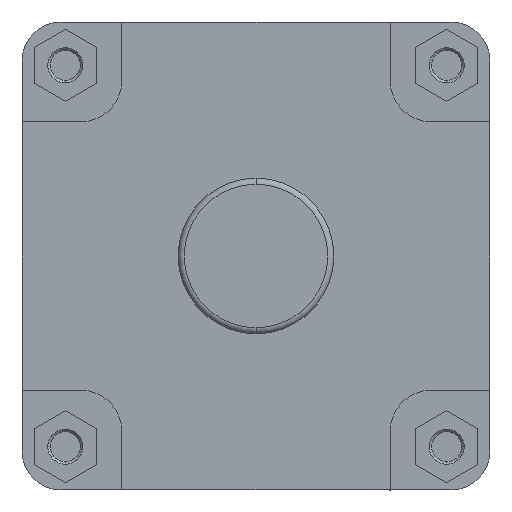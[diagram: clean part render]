
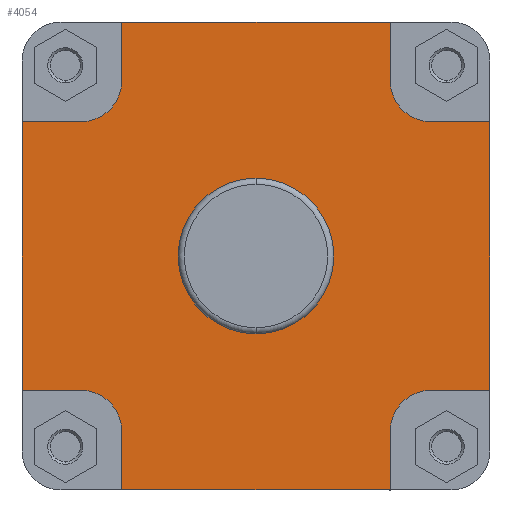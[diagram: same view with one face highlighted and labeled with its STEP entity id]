
A CAD part, left-side view. The second image highlights one B-rep face of the part: STEP entity #4054.
In plain terms, the highlighted planar face has unit normal (-1, 0, 0).
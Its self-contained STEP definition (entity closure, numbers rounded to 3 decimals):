
#312 = CARTESIAN_POINT ( 'NONE',  ( 67., 44.9, 0. ) ) ;
#323 = PLANE ( 'NONE',  #5559 ) ;
#324 = DIRECTION ( 'NONE',  ( 1., 0., 0. ) ) ;
#325 = DIRECTION ( 'NONE',  ( 0., 0., -1. ) ) ;
#1304 = CARTESIAN_POINT ( 'NONE',  ( 67., 101., 101. ) ) ;
#1306 = CARTESIAN_POINT ( 'NONE',  ( 67., 77.5, -135. ) ) ;
#1307 = DIRECTION ( 'NONE',  ( 0., 0., 1. ) ) ;
#1308 = DIRECTION ( 'NONE',  ( -1., 0., 0. ) ) ;
#1309 = DIRECTION ( 'NONE',  ( 0., 0., -1. ) ) ;
#1310 = CARTESIAN_POINT ( 'NONE',  ( 67., 135., 77.5 ) ) ;
#1311 = DIRECTION ( 'NONE',  ( 0., -1., 0. ) ) ;
#1312 = CARTESIAN_POINT ( 'NONE',  ( 67., 135., 0. ) ) ;
#1313 = DIRECTION ( 'NONE',  ( 0., 0., 1. ) ) ;
#1314 = CARTESIAN_POINT ( 'NONE',  ( 67., 101., -77.5 ) ) ;
#1315 = DIRECTION ( 'NONE',  ( 0., 1., 0. ) ) ;
#1342 = CARTESIAN_POINT ( 'NONE',  ( 67., 0., 0. ) ) ;
#1345 = DIRECTION ( 'NONE',  ( -1., 0., 0. ) ) ;
#1346 = DIRECTION ( 'NONE',  ( 0., 0., 1. ) ) ;
#1385 = CARTESIAN_POINT ( 'NONE',  ( 67., 77.5, 101. ) ) ;
#1386 = DIRECTION ( 'NONE',  ( 0., 0., 1. ) ) ;
#1768 = VECTOR ( 'NONE', #1311, 1000. ) ;
#1775 = LINE ( 'NONE', #1310, #1768 ) ;
#1778 = LINE ( 'NONE', #1306, #1779 ) ;
#1779 = VECTOR ( 'NONE', #1307, 1000. ) ;
#1781 = CIRCLE ( 'NONE', #5779, 23.5 ) ;
#1782 = LINE ( 'NONE', #1312, #1783 ) ;
#1783 = VECTOR ( 'NONE', #1313, 1000. ) ;
#1784 = LINE ( 'NONE', #1314, #1785 ) ;
#1785 = VECTOR ( 'NONE', #1315, 1000. ) ;
#1812 = CIRCLE ( 'NONE', #5780, 44.9 ) ;
#1839 = LINE ( 'NONE', #1385, #1840 ) ;
#1840 = VECTOR ( 'NONE', #1386, 1000. ) ;
#1883 = CIRCLE ( 'NONE', #5792, 23.5 ) ;
#1889 = CIRCLE ( 'NONE', #5797, 44.9 ) ;
#1939 = LINE ( 'NONE', #2526, #1940 ) ;
#1940 = VECTOR ( 'NONE', #2527, 1000. ) ;
#1941 = LINE ( 'NONE', #2528, #1942 ) ;
#1942 = VECTOR ( 'NONE', #2529, 1000. ) ;
#1943 = LINE ( 'NONE', #2537, #1944 ) ;
#1944 = VECTOR ( 'NONE', #2538, 1000. ) ;
#1945 = CIRCLE ( 'NONE', #5806, 23.5 ) ;
#1947 = CIRCLE ( 'NONE', #5810, 23.5 ) ;
#1948 = LINE ( 'NONE', #2539, #1949 ) ;
#1949 = VECTOR ( 'NONE', #2540, 1000. ) ;
#1950 = LINE ( 'NONE', #2541, #1951 ) ;
#1951 = VECTOR ( 'NONE', #2542, 1000. ) ;
#1969 = LINE ( 'NONE', #2599, #1982 ) ;
#1982 = VECTOR ( 'NONE', #2600, 1000. ) ;
#2007 = LINE ( 'NONE', #2646, #2010 ) ;
#2010 = VECTOR ( 'NONE', #2647, 1000. ) ;
#2439 = CARTESIAN_POINT ( 'NONE',  ( 67., 101., -101. ) ) ;
#2441 = DIRECTION ( 'NONE',  ( -1., 0., 0. ) ) ;
#2442 = DIRECTION ( 'NONE',  ( 0., 0., -1. ) ) ;
#2445 = CARTESIAN_POINT ( 'NONE',  ( 67., 0., 0. ) ) ;
#2453 = DIRECTION ( 'NONE',  ( -1., 0., 0. ) ) ;
#2454 = DIRECTION ( 'NONE',  ( 0., 0., 1. ) ) ;
#2526 = CARTESIAN_POINT ( 'NONE',  ( 67., -101., 77.5 ) ) ;
#2527 = DIRECTION ( 'NONE',  ( 0., -1., 0. ) ) ;
#2528 = CARTESIAN_POINT ( 'NONE',  ( 67., -135., 0. ) ) ;
#2529 = DIRECTION ( 'NONE',  ( 0., 0., 1. ) ) ;
#2530 = CARTESIAN_POINT ( 'NONE',  ( 67., -101., 101. ) ) ;
#2531 = DIRECTION ( 'NONE',  ( -1., 0., 0. ) ) ;
#2532 = DIRECTION ( 'NONE',  ( 0., 0., -1. ) ) ;
#2533 = CARTESIAN_POINT ( 'NONE',  ( 67., -101., -101. ) ) ;
#2535 = DIRECTION ( 'NONE',  ( -1., 0., 0. ) ) ;
#2536 = DIRECTION ( 'NONE',  ( 0., 0., -1. ) ) ;
#2537 = CARTESIAN_POINT ( 'NONE',  ( 67., -135., -77.5 ) ) ;
#2538 = DIRECTION ( 'NONE',  ( 0., 1., 0. ) ) ;
#2539 = CARTESIAN_POINT ( 'NONE',  ( 67., -297.141, -135. ) ) ;
#2540 = DIRECTION ( 'NONE',  ( 0., -1., 0. ) ) ;
#2541 = CARTESIAN_POINT ( 'NONE',  ( 67., -77.5, -101. ) ) ;
#2542 = DIRECTION ( 'NONE',  ( 0., 0., -1. ) ) ;
#2599 = CARTESIAN_POINT ( 'NONE',  ( 67., -77.5, 135. ) ) ;
#2600 = DIRECTION ( 'NONE',  ( 0., 0., -1. ) ) ;
#2646 = CARTESIAN_POINT ( 'NONE',  ( 67., -297.141, 135. ) ) ;
#2647 = DIRECTION ( 'NONE',  ( 0., -1., 0. ) ) ;
#3380 = CARTESIAN_POINT ( 'NONE',  ( 67., 0., 44.9 ) ) ;
#3381 = CARTESIAN_POINT ( 'NONE',  ( 67., 0., -44.9 ) ) ;
#3432 = CARTESIAN_POINT ( 'NONE',  ( 67., -135., -77.5 ) ) ;
#3433 = CARTESIAN_POINT ( 'NONE',  ( 67., -101., -77.5 ) ) ;
#3434 = CARTESIAN_POINT ( 'NONE',  ( 67., -77.5, -101. ) ) ;
#3435 = CARTESIAN_POINT ( 'NONE',  ( 67., -77.5, -135. ) ) ;
#3436 = CARTESIAN_POINT ( 'NONE',  ( 67., 77.5, -135. ) ) ;
#3453 = CARTESIAN_POINT ( 'NONE',  ( 67., 77.5, -101. ) ) ;
#3454 = CARTESIAN_POINT ( 'NONE',  ( 67., 101., -77.5 ) ) ;
#3455 = CARTESIAN_POINT ( 'NONE',  ( 67., 135., -77.5 ) ) ;
#3456 = CARTESIAN_POINT ( 'NONE',  ( 67., 135., 77.5 ) ) ;
#3457 = CARTESIAN_POINT ( 'NONE',  ( 67., 101., 77.5 ) ) ;
#3458 = CARTESIAN_POINT ( 'NONE',  ( 67., 77.5, 101. ) ) ;
#3459 = CARTESIAN_POINT ( 'NONE',  ( 67., 77.5, 135. ) ) ;
#3460 = CARTESIAN_POINT ( 'NONE',  ( 67., -77.5, 135. ) ) ;
#3461 = CARTESIAN_POINT ( 'NONE',  ( 67., -77.5, 101. ) ) ;
#3462 = CARTESIAN_POINT ( 'NONE',  ( 67., -101., 77.5 ) ) ;
#3463 = CARTESIAN_POINT ( 'NONE',  ( 67., -135., 77.5 ) ) ;
#3797 = ORIENTED_EDGE ( 'NONE', *, *, #6384, .T. ) ;
#4054 = ADVANCED_FACE ( 'NONE', ( #5098, #5091 ), #323, .F. ) ;
#4308 = ORIENTED_EDGE ( 'NONE', *, *, #6286, .F. ) ;
#4309 = ORIENTED_EDGE ( 'NONE', *, *, #6347, .F. ) ;
#4310 = ORIENTED_EDGE ( 'NONE', *, *, #6290, .F. ) ;
#4311 = ORIENTED_EDGE ( 'NONE', *, *, #6289, .F. ) ;
#4312 = ORIENTED_EDGE ( 'NONE', *, *, #6288, .F. ) ;
#4313 = ORIENTED_EDGE ( 'NONE', *, *, #6287, .F. ) ;
#4314 = ORIENTED_EDGE ( 'NONE', *, *, #6321, .F. ) ;
#4315 = ORIENTED_EDGE ( 'NONE', *, *, #6431, .F. ) ;
#4316 = ORIENTED_EDGE ( 'NONE', *, *, #6413, .F. ) ;
#4320 = ORIENTED_EDGE ( 'NONE', *, *, #6386, .F. ) ;
#4323 = ORIENTED_EDGE ( 'NONE', *, *, #6388, .T. ) ;
#4325 = ORIENTED_EDGE ( 'NONE', *, *, #6387, .F. ) ;
#4326 = ORIENTED_EDGE ( 'NONE', *, *, #6351, .F. ) ;
#4327 = ORIENTED_EDGE ( 'NONE', *, *, #6385, .F. ) ;
#4330 = ORIENTED_EDGE ( 'NONE', *, *, #6389, .F. ) ;
#4336 = ORIENTED_EDGE ( 'NONE', *, *, #6304, .F. ) ;
#4338 = ORIENTED_EDGE ( 'NONE', *, *, #6383, .F. ) ;
#4376 = EDGE_LOOP ( 'NONE', ( #4323, #4330, #4320, #4325, #3797, #4338, #4327, #4316, #4315, #4314, #4313, #4312, #4311, #4310, #4309, #4308 ) ) ;
#4404 = EDGE_LOOP ( 'NONE', ( #4336, #4326 ) ) ;
#5091 = FACE_OUTER_BOUND ( 'NONE', #4376, .T. ) ;
#5098 = FACE_BOUND ( 'NONE', #4404, .T. ) ;
#5559 = AXIS2_PLACEMENT_3D ( 'NONE', #312, #324, #325 ) ;
#5779 = AXIS2_PLACEMENT_3D ( 'NONE', #1304, #1308, #1309 ) ;
#5780 = AXIS2_PLACEMENT_3D ( 'NONE', #1342, #1345, #1346 ) ;
#5792 = AXIS2_PLACEMENT_3D ( 'NONE', #2439, #2441, #2442 ) ;
#5797 = AXIS2_PLACEMENT_3D ( 'NONE', #2445, #2453, #2454 ) ;
#5806 = AXIS2_PLACEMENT_3D ( 'NONE', #2530, #2531, #2532 ) ;
#5810 = AXIS2_PLACEMENT_3D ( 'NONE', #2533, #2535, #2536 ) ;
#6286 = EDGE_CURVE ( 'NONE', #7239, #7256, #1778, .T. ) ;
#6287 = EDGE_CURVE ( 'NONE', #7260, #7261, #1781, .T. ) ;
#6288 = EDGE_CURVE ( 'NONE', #7259, #7260, #1775, .T. ) ;
#6289 = EDGE_CURVE ( 'NONE', #7258, #7259, #1782, .T. ) ;
#6290 = EDGE_CURVE ( 'NONE', #7257, #7258, #1784, .T. ) ;
#6304 = EDGE_CURVE ( 'NONE', #7183, #7184, #1812, .T. ) ;
#6321 = EDGE_CURVE ( 'NONE', #7261, #7262, #1839, .T. ) ;
#6347 = EDGE_CURVE ( 'NONE', #7256, #7257, #1883, .T. ) ;
#6351 = EDGE_CURVE ( 'NONE', #7184, #7183, #1889, .T. ) ;
#6383 = EDGE_CURVE ( 'NONE', #7265, #7266, #1939, .T. ) ;
#6384 = EDGE_CURVE ( 'NONE', #7235, #7266, #1941, .T. ) ;
#6385 = EDGE_CURVE ( 'NONE', #7264, #7265, #1945, .T. ) ;
#6386 = EDGE_CURVE ( 'NONE', #7236, #7237, #1947, .T. ) ;
#6387 = EDGE_CURVE ( 'NONE', #7235, #7236, #1943, .T. ) ;
#6388 = EDGE_CURVE ( 'NONE', #7239, #7238, #1948, .T. ) ;
#6389 = EDGE_CURVE ( 'NONE', #7237, #7238, #1950, .T. ) ;
#6413 = EDGE_CURVE ( 'NONE', #7263, #7264, #1969, .T. ) ;
#6431 = EDGE_CURVE ( 'NONE', #7262, #7263, #2007, .T. ) ;
#7183 = VERTEX_POINT ( 'NONE', #3380 ) ;
#7184 = VERTEX_POINT ( 'NONE', #3381 ) ;
#7235 = VERTEX_POINT ( 'NONE', #3432 ) ;
#7236 = VERTEX_POINT ( 'NONE', #3433 ) ;
#7237 = VERTEX_POINT ( 'NONE', #3434 ) ;
#7238 = VERTEX_POINT ( 'NONE', #3435 ) ;
#7239 = VERTEX_POINT ( 'NONE', #3436 ) ;
#7256 = VERTEX_POINT ( 'NONE', #3453 ) ;
#7257 = VERTEX_POINT ( 'NONE', #3454 ) ;
#7258 = VERTEX_POINT ( 'NONE', #3455 ) ;
#7259 = VERTEX_POINT ( 'NONE', #3456 ) ;
#7260 = VERTEX_POINT ( 'NONE', #3457 ) ;
#7261 = VERTEX_POINT ( 'NONE', #3458 ) ;
#7262 = VERTEX_POINT ( 'NONE', #3459 ) ;
#7263 = VERTEX_POINT ( 'NONE', #3460 ) ;
#7264 = VERTEX_POINT ( 'NONE', #3461 ) ;
#7265 = VERTEX_POINT ( 'NONE', #3462 ) ;
#7266 = VERTEX_POINT ( 'NONE', #3463 ) ;
